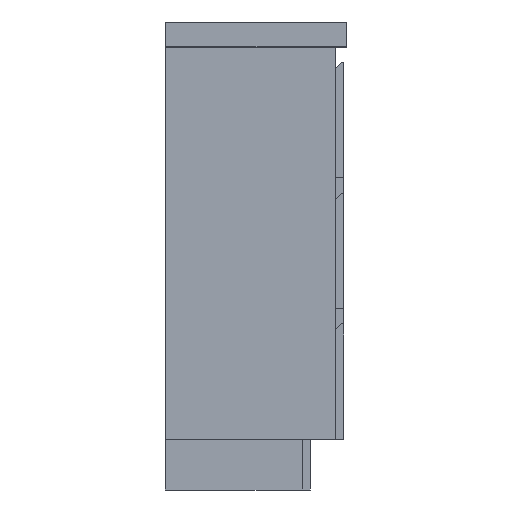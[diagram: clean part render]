
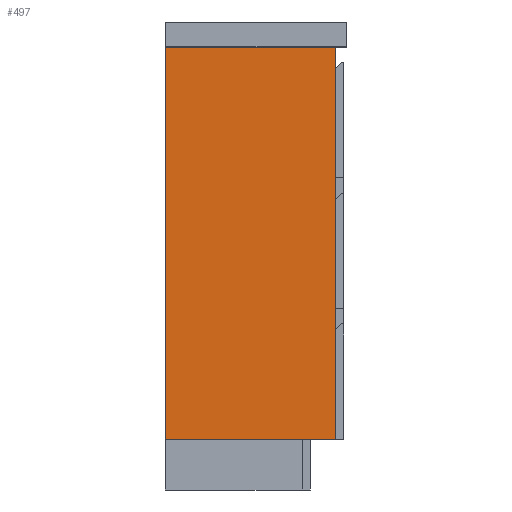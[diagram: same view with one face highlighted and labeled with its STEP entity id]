
A CAD part, left-side view. The second image highlights one B-rep face of the part: STEP entity #497.
In plain terms, the highlighted planar face has unit normal (-1, 0, 0).
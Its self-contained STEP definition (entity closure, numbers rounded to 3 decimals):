
#497=ADVANCED_FACE('',(#624),#2099,.T.);
#624=FACE_OUTER_BOUND('',#751,.T.);
#751=EDGE_LOOP('',(#1188,#1189,#1190,#1191));
#1188=ORIENTED_EDGE('',*,*,#1525,.F.);
#1189=ORIENTED_EDGE('',*,*,#1512,.T.);
#1190=ORIENTED_EDGE('',*,*,#1523,.T.);
#1191=ORIENTED_EDGE('',*,*,#1524,.F.);
#1512=EDGE_CURVE('',#1965,#1964,#1778,.T.);
#1523=EDGE_CURVE('',#1964,#1972,#1789,.T.);
#1524=EDGE_CURVE('',#1973,#1972,#1790,.T.);
#1525=EDGE_CURVE('',#1965,#1973,#1791,.T.);
#1778=B_SPLINE_CURVE_WITH_KNOTS('',1,(#3163,#3164),.UNSPECIFIED.,.F.,.F.,
(2,2),(-780.,0.),.UNSPECIFIED.);
#1789=B_SPLINE_CURVE_WITH_KNOTS('',1,(#3185,#3186),.UNSPECIFIED.,.F.,.F.,
(2,2),(-338.,0.),.UNSPECIFIED.);
#1790=B_SPLINE_CURVE_WITH_KNOTS('',1,(#3187,#3188),.UNSPECIFIED.,.F.,.F.,
(2,2),(-780.,0.),.UNSPECIFIED.);
#1791=B_SPLINE_CURVE_WITH_KNOTS('',1,(#3189,#3190),.UNSPECIFIED.,.F.,.F.,
(2,2),(-338.,0.),.UNSPECIFIED.);
#1964=VERTEX_POINT('',#3143);
#1965=VERTEX_POINT('',#3144);
#1972=VERTEX_POINT('',#3151);
#1973=VERTEX_POINT('',#3152);
#2099=PLANE('',#2335);
#2335=AXIS2_PLACEMENT_3D('',#3132,#2475,$);
#2475=DIRECTION('',(-1.,0.,0.));
#3132=CARTESIAN_POINT('',(-894.,-468.,371.8));
#3143=CARTESIAN_POINT('',(-894.,390.,338.));
#3144=CARTESIAN_POINT('',(-894.,-390.,338.));
#3151=CARTESIAN_POINT('',(-894.,390.,0.));
#3152=CARTESIAN_POINT('',(-894.,-390.,0.));
#3163=CARTESIAN_POINT('',(-894.,-390.,338.));
#3164=CARTESIAN_POINT('',(-894.,390.,338.));
#3185=CARTESIAN_POINT('',(-894.,390.,338.));
#3186=CARTESIAN_POINT('',(-894.,390.,0.));
#3187=CARTESIAN_POINT('',(-894.,-390.,0.));
#3188=CARTESIAN_POINT('',(-894.,390.,0.));
#3189=CARTESIAN_POINT('',(-894.,-390.,338.));
#3190=CARTESIAN_POINT('',(-894.,-390.,0.));
